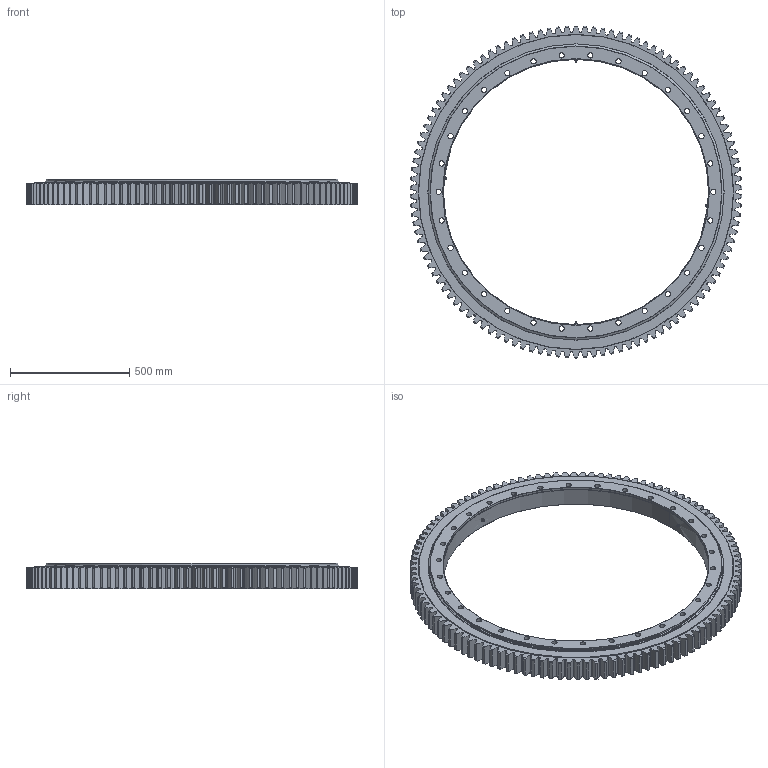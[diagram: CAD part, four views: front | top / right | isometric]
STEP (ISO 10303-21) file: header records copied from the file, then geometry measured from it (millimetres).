
FILE_DESCRIPTION (( 'STEP AP214' ), '1' );
FILE_NAME ('E.1390.30.15.D.1-RV.STEP', '2016-04-26T11:40:30', ( '' ), ( '' ), 'SwSTEP 2.0', 'SolidWorks 2015', '' );
FILE_SCHEMA (( 'AUTOMOTIVE_DESIGN' ));
Length unit declared in the file: millimetre
Products named in the file (7): Grease nipple M10x1mm; E.1390.30.15.D.1-RV - OR Seal; E.1390.30.15.D.1-RV - IR Seal; Roller L30; E.1390.30.15.D.1-RV - OR; E.1390.30.15.D.1-RV - IR; E.1390.30.15.D.1-RV
Assembly tree (102 placements, depth 2):
  E.1390.30.15.D.1-RV
    E.1390.30.15.D.1-RV - IR
    E.1390.30.15.D.1-RV - OR
    Roller L30  x94
    E.1390.30.15.D.1-RV - IR Seal
    E.1390.30.15.D.1-RV - OR Seal
    Grease nipple M10x1mm  x4
Bounding box: 1389.71 x 1389.99 x 105 mm (x, y, z)
Volume: 40666838.9 mm3; surface area: 3843188.2 mm2
Topology: 102 solids, 102 shells, 1981 faces, 4731 edges, 2937 vertices
Faces by surface type: cylinder 482, plane 473, torus 416, cone 382, bspline 228
Entity records: 62718 total; most frequent: CARTESIAN_POINT 34242, ORIENTED_EDGE 6306, DIRECTION 5084, EDGE_CURVE 3153, VERTEX_POINT 2067, AXIS2_PLACEMENT_3D 1891, VECTOR 1302, LINE 1302
